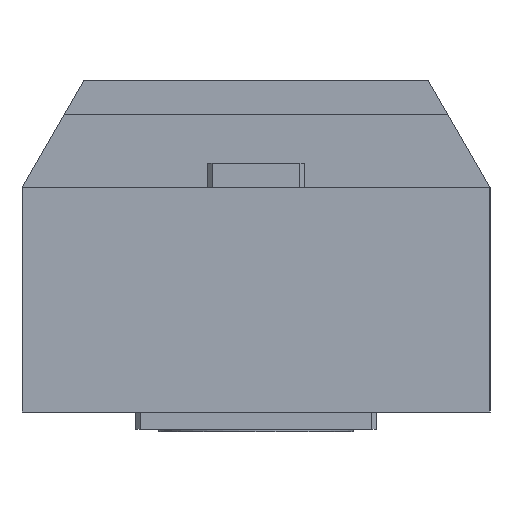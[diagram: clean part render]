
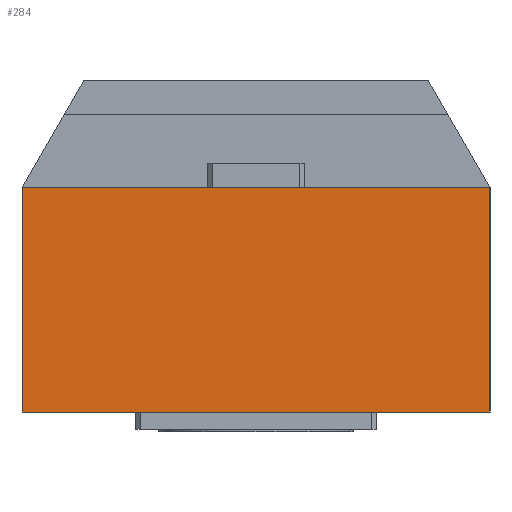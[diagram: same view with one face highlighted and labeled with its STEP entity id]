
A CAD part, left-side view. The second image highlights one B-rep face of the part: STEP entity #284.
In plain terms, the highlighted planar face has unit normal (-1, 0, 0).
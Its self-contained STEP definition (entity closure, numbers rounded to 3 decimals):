
#54=FACE_OUTER_BOUND('',#394,.T.);
#95=LINE('',#1240,#189);
#110=LINE('',#1282,#204);
#113=LINE('',#1288,#207);
#126=LINE('',#1313,#220);
#189=VECTOR('',#998,1.);
#204=VECTOR('',#1037,1.);
#207=VECTOR('',#1042,1.);
#220=VECTOR('',#1061,1.);
#284=ADVANCED_FACE('',(#54),#330,.F.);
#330=PLANE('',#923);
#394=EDGE_LOOP('',(#517,#518,#519,#520));
#517=ORIENTED_EDGE('',*,*,#778,.T.);
#518=ORIENTED_EDGE('',*,*,#754,.F.);
#519=ORIENTED_EDGE('',*,*,#775,.F.);
#520=ORIENTED_EDGE('',*,*,#791,.T.);
#675=VERTEX_POINT('',#1234);
#678=VERTEX_POINT('',#1239);
#693=VERTEX_POINT('',#1281);
#695=VERTEX_POINT('',#1286);
#754=EDGE_CURVE('',#678,#675,#95,.T.);
#775=EDGE_CURVE('',#693,#678,#110,.T.);
#778=EDGE_CURVE('',#695,#675,#113,.T.);
#791=EDGE_CURVE('',#693,#695,#126,.T.);
#923=AXIS2_PLACEMENT_3D('',#1327,#1070,#1071);
#998=DIRECTION('',(0.,1.,0.));
#1037=DIRECTION('',(0.,0.,-1.));
#1042=DIRECTION('',(0.,0.,-1.));
#1061=DIRECTION('',(0.,1.,0.));
#1070=DIRECTION('',(1.,0.,0.));
#1071=DIRECTION('',(0.,0.,-1.));
#1234=CARTESIAN_POINT('',(-100.,48.,-46.));
#1239=CARTESIAN_POINT('',(-100.,-48.,-46.));
#1240=CARTESIAN_POINT('',(-100.,-48.,-46.));
#1281=CARTESIAN_POINT('',(-100.,-48.,0.));
#1282=CARTESIAN_POINT('',(-100.,-48.,0.));
#1286=CARTESIAN_POINT('',(-100.,48.,0.));
#1288=CARTESIAN_POINT('',(-100.,48.,0.));
#1313=CARTESIAN_POINT('',(-100.,-48.,0.));
#1327=CARTESIAN_POINT('',(-100.,-48.,0.));
